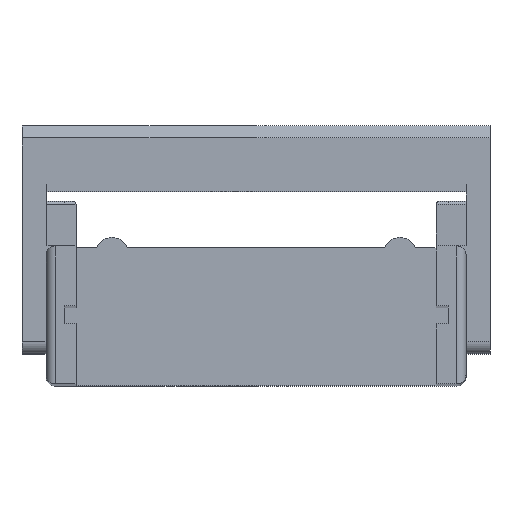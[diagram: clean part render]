
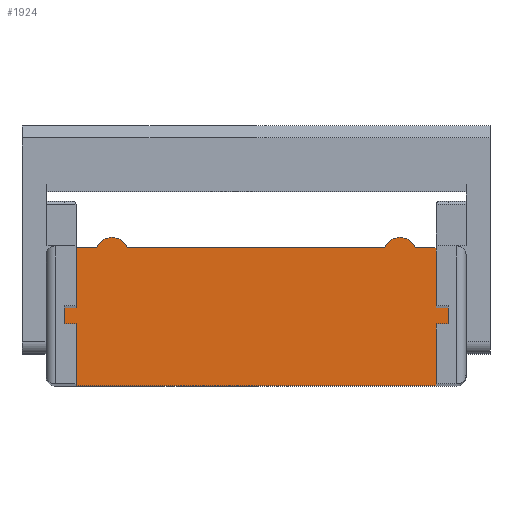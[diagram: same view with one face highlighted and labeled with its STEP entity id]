
A CAD part, top view. The second image highlights one B-rep face of the part: STEP entity #1924.
In plain terms, the highlighted planar face has unit normal (0, 0, 1).
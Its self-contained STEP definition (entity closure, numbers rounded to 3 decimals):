
#32=CIRCLE('',#2049,27.5);
#34=CIRCLE('',#2054,27.5);
#86=PLANE('',#2056);
#167=FACE_OUTER_BOUND('',#273,.T.);
#273=EDGE_LOOP('',(#1448,#1449,#1450,#1451,#1452,#1453,#1454,#1455,#1456,
#1457,#1458,#1459,#1460,#1461,#1462,#1463));
#384=LINE('',#2754,#616);
#415=LINE('',#2828,#647);
#426=LINE('',#2855,#658);
#430=LINE('',#2862,#662);
#432=LINE('',#2865,#664);
#435=LINE('',#2873,#667);
#439=LINE('',#2880,#671);
#441=LINE('',#2883,#673);
#444=LINE('',#2889,#676);
#445=LINE('',#2892,#677);
#450=LINE('',#2907,#682);
#456=LINE('',#2917,#688);
#458=LINE('',#2925,#690);
#462=LINE('',#2932,#694);
#616=VECTOR('',#2207,10.);
#647=VECTOR('',#2266,10.);
#658=VECTOR('',#2285,10.);
#662=VECTOR('',#2291,10.);
#664=VECTOR('',#2295,10.);
#667=VECTOR('',#2300,10.);
#671=VECTOR('',#2306,10.);
#673=VECTOR('',#2310,10.);
#676=VECTOR('',#2315,10.);
#677=VECTOR('',#2318,10.);
#682=VECTOR('',#2331,10.);
#688=VECTOR('',#2339,10.);
#690=VECTOR('',#2349,10.);
#694=VECTOR('',#2355,10.);
#845=VERTEX_POINT('',#2751);
#846=VERTEX_POINT('',#2753);
#874=VERTEX_POINT('',#2825);
#875=VERTEX_POINT('',#2827);
#886=VERTEX_POINT('',#2852);
#887=VERTEX_POINT('',#2854);
#889=VERTEX_POINT('',#2860);
#892=VERTEX_POINT('',#2870);
#893=VERTEX_POINT('',#2872);
#895=VERTEX_POINT('',#2878);
#897=VERTEX_POINT('',#2887);
#898=VERTEX_POINT('',#2891);
#902=VERTEX_POINT('',#2900);
#903=VERTEX_POINT('',#2902);
#904=VERTEX_POINT('',#2906);
#909=VERTEX_POINT('',#2921);
#1034=EDGE_CURVE('',#845,#846,#384,.T.);
#1071=EDGE_CURVE('',#874,#875,#415,.T.);
#1084=EDGE_CURVE('',#886,#887,#426,.T.);
#1088=EDGE_CURVE('',#889,#845,#430,.T.);
#1090=EDGE_CURVE('',#887,#889,#432,.T.);
#1093=EDGE_CURVE('',#892,#893,#435,.T.);
#1097=EDGE_CURVE('',#895,#892,#439,.T.);
#1099=EDGE_CURVE('',#875,#895,#441,.T.);
#1102=EDGE_CURVE('',#897,#886,#444,.T.);
#1103=EDGE_CURVE('',#893,#898,#445,.T.);
#1108=EDGE_CURVE('',#903,#902,#32,.T.);
#1110=EDGE_CURVE('',#903,#904,#450,.T.);
#1116=EDGE_CURVE('',#846,#902,#456,.T.);
#1118=EDGE_CURVE('',#909,#904,#34,.T.);
#1120=EDGE_CURVE('',#909,#874,#458,.T.);
#1124=EDGE_CURVE('',#898,#897,#462,.T.);
#1448=ORIENTED_EDGE('',*,*,#1071,.F.);
#1449=ORIENTED_EDGE('',*,*,#1120,.F.);
#1450=ORIENTED_EDGE('',*,*,#1118,.T.);
#1451=ORIENTED_EDGE('',*,*,#1110,.F.);
#1452=ORIENTED_EDGE('',*,*,#1108,.T.);
#1453=ORIENTED_EDGE('',*,*,#1116,.F.);
#1454=ORIENTED_EDGE('',*,*,#1034,.F.);
#1455=ORIENTED_EDGE('',*,*,#1088,.F.);
#1456=ORIENTED_EDGE('',*,*,#1090,.F.);
#1457=ORIENTED_EDGE('',*,*,#1084,.F.);
#1458=ORIENTED_EDGE('',*,*,#1102,.F.);
#1459=ORIENTED_EDGE('',*,*,#1124,.F.);
#1460=ORIENTED_EDGE('',*,*,#1103,.F.);
#1461=ORIENTED_EDGE('',*,*,#1093,.F.);
#1462=ORIENTED_EDGE('',*,*,#1097,.F.);
#1463=ORIENTED_EDGE('',*,*,#1099,.F.);
#1924=ADVANCED_FACE('',(#167),#86,.F.);
#2049=AXIS2_PLACEMENT_3D('',#2903,#2326,#2327);
#2054=AXIS2_PLACEMENT_3D('',#2922,#2344,#2345);
#2056=AXIS2_PLACEMENT_3D('',#2931,#2353,#2354);
#2207=DIRECTION('',(0.,1.,0.));
#2266=DIRECTION('',(0.,-1.,0.));
#2285=DIRECTION('',(-1.,0.,0.));
#2291=DIRECTION('',(1.,0.,0.));
#2295=DIRECTION('',(0.,1.,0.));
#2300=DIRECTION('',(-1.,0.,0.));
#2306=DIRECTION('',(0.,-1.,0.));
#2310=DIRECTION('',(1.,0.,0.));
#2315=DIRECTION('',(0.,1.,0.));
#2318=DIRECTION('',(0.,-1.,0.));
#2326=DIRECTION('center_axis',(0.,0.,1.));
#2327=DIRECTION('ref_axis',(1.,0.,0.));
#2331=DIRECTION('',(1.,0.,0.));
#2339=DIRECTION('',(1.,0.,0.));
#2344=DIRECTION('center_axis',(0.,0.,1.));
#2345=DIRECTION('ref_axis',(1.,0.,0.));
#2349=DIRECTION('',(1.,0.,0.));
#2353=DIRECTION('center_axis',(0.,0.,-1.));
#2354=DIRECTION('ref_axis',(-1.,0.,0.));
#2355=DIRECTION('',(-1.,0.,0.));
#2751=CARTESIAN_POINT('',(-925.,-993.267,184.3));
#2753=CARTESIAN_POINT('',(-925.,-893.267,184.3));
#2754=CARTESIAN_POINT('',(-925.,-923.267,184.3));
#2825=CARTESIAN_POINT('',(-325.,-893.267,184.3));
#2827=CARTESIAN_POINT('',(-325.,-993.267,184.3));
#2828=CARTESIAN_POINT('',(-325.,-950.767,184.3));
#2852=CARTESIAN_POINT('',(-925.,-1023.267,184.3));
#2854=CARTESIAN_POINT('',(-945.,-1023.267,184.3));
#2855=CARTESIAN_POINT('',(-945.,-1023.267,184.3));
#2860=CARTESIAN_POINT('',(-945.,-993.267,184.3));
#2862=CARTESIAN_POINT('',(-945.,-993.267,184.3));
#2865=CARTESIAN_POINT('',(-945.,-1008.267,184.3));
#2870=CARTESIAN_POINT('',(-305.,-1023.267,184.3));
#2872=CARTESIAN_POINT('',(-325.,-1023.267,184.3));
#2873=CARTESIAN_POINT('',(-305.,-1023.267,184.3));
#2878=CARTESIAN_POINT('',(-305.,-993.267,184.3));
#2880=CARTESIAN_POINT('',(-305.,-993.267,184.3));
#2883=CARTESIAN_POINT('',(-325.,-993.267,184.3));
#2887=CARTESIAN_POINT('',(-925.,-1123.267,184.3));
#2889=CARTESIAN_POINT('',(-925.,-923.267,184.3));
#2891=CARTESIAN_POINT('',(-325.,-1123.267,184.3));
#2892=CARTESIAN_POINT('',(-325.,-950.767,184.3));
#2900=CARTESIAN_POINT('',(-890.617,-893.267,184.3));
#2902=CARTESIAN_POINT('',(-839.383,-893.267,184.3));
#2903=CARTESIAN_POINT('Origin',(-865.,-903.267,184.3));
#2906=CARTESIAN_POINT('',(-410.617,-893.267,184.3));
#2907=CARTESIAN_POINT('',(-850.,-893.267,184.3));
#2917=CARTESIAN_POINT('',(-850.,-893.267,184.3));
#2921=CARTESIAN_POINT('',(-359.383,-893.267,184.3));
#2922=CARTESIAN_POINT('Origin',(-385.,-903.267,184.3));
#2925=CARTESIAN_POINT('',(-850.,-893.267,184.3));
#2931=CARTESIAN_POINT('Origin',(-925.,-893.267,184.3));
#2932=CARTESIAN_POINT('',(-775.,-1123.267,184.3));
